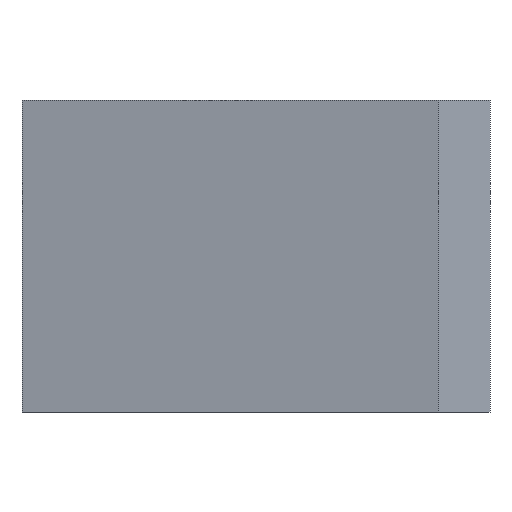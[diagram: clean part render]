
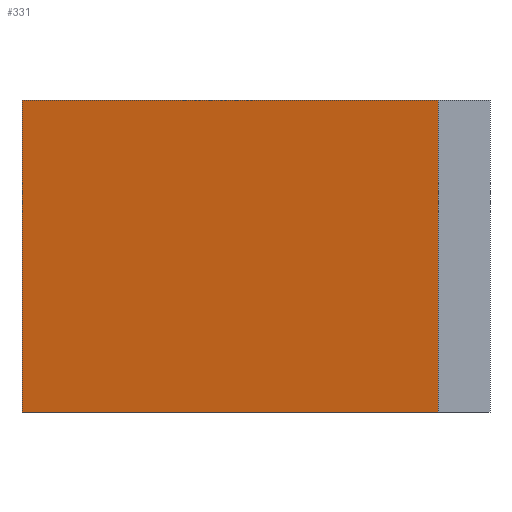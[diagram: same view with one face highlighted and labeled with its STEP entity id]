
A CAD part, left-side view. The second image highlights one B-rep face of the part: STEP entity #331.
In plain terms, the highlighted planar face has unit normal (-0.976, 0.22, 0).
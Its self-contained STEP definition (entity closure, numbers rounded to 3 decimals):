
#25=FACE_OUTER_BOUND('',#42,.T.);
#42=EDGE_LOOP('',(#251,#252,#253,#254));
#76=LINE('',#516,#121);
#78=LINE('',#520,#123);
#79=LINE('',#522,#124);
#80=LINE('',#523,#125);
#121=VECTOR('',#425,10.);
#123=VECTOR('',#429,10.);
#124=VECTOR('',#430,10.);
#125=VECTOR('',#431,10.);
#158=VERTEX_POINT('',#513);
#159=VERTEX_POINT('',#515);
#160=VERTEX_POINT('',#519);
#161=VERTEX_POINT('',#521);
#196=EDGE_CURVE('',#159,#158,#76,.T.);
#198=EDGE_CURVE('',#158,#160,#78,.T.);
#199=EDGE_CURVE('',#161,#160,#79,.T.);
#200=EDGE_CURVE('',#159,#161,#80,.T.);
#251=ORIENTED_EDGE('',*,*,#198,.T.);
#252=ORIENTED_EDGE('',*,*,#199,.F.);
#253=ORIENTED_EDGE('',*,*,#200,.F.);
#254=ORIENTED_EDGE('',*,*,#196,.T.);
#314=PLANE('',#371);
#331=ADVANCED_FACE('',(#25),#314,.T.);
#371=AXIS2_PLACEMENT_3D('',#518,#427,#428);
#425=DIRECTION('',(0.,0.,1.));
#427=DIRECTION('center_axis',(-0.976,0.22,0.));
#428=DIRECTION('ref_axis',(0.,0.,1.));
#429=DIRECTION('',(0.22,0.976,0.));
#430=DIRECTION('',(0.,0.,1.));
#431=DIRECTION('',(0.22,0.976,0.));
#513=CARTESIAN_POINT('',(-11.,5.,30.));
#515=CARTESIAN_POINT('',(-11.,5.,0.));
#516=CARTESIAN_POINT('',(-11.,5.,0.));
#518=CARTESIAN_POINT('Origin',(-11.,5.,0.));
#519=CARTESIAN_POINT('',(-2.,45.,30.));
#520=CARTESIAN_POINT('',(-11.,5.,30.));
#521=CARTESIAN_POINT('',(-2.,45.,0.));
#522=CARTESIAN_POINT('',(-2.,45.,0.));
#523=CARTESIAN_POINT('',(-11.,5.,0.));
